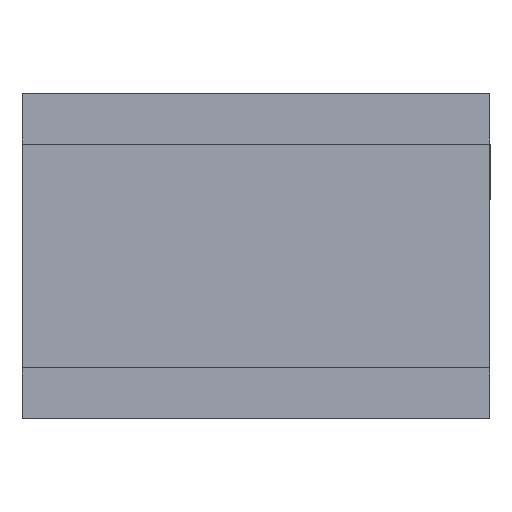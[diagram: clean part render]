
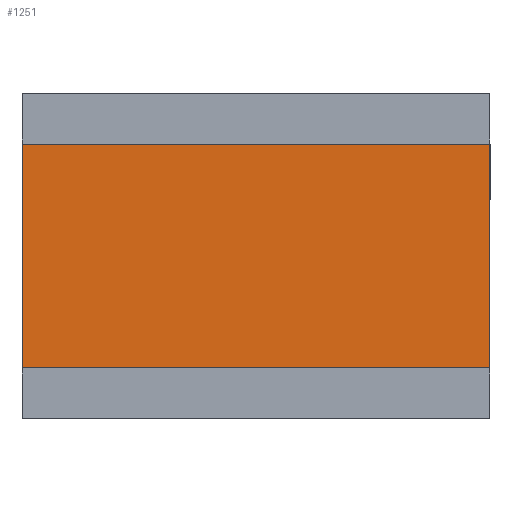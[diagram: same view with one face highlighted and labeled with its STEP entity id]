
A CAD part, front view. The second image highlights one B-rep face of the part: STEP entity #1251.
In plain terms, the highlighted planar face has unit normal (0, -1, 0).
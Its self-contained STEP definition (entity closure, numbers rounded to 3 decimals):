
#38 = CARTESIAN_POINT ( 'NONE',  ( 5.532, -0.29, 1.59 ) ) ;
#64 = PLANE ( 'NONE',  #2088 ) ;
#108 = DIRECTION ( 'NONE',  ( 0., 0., 1. ) ) ;
#166 = ORIENTED_EDGE ( 'NONE', *, *, #2956, .F. ) ;
#194 = LINE ( 'NONE', #1708, #1153 ) ;
#358 = VECTOR ( 'NONE', #3759, 1000. ) ;
#419 = LINE ( 'NONE', #4535, #723 ) ;
#425 = FACE_OUTER_BOUND ( 'NONE', #2015, .T. ) ;
#431 = VERTEX_POINT ( 'NONE', #2077 ) ;
#693 = CARTESIAN_POINT ( 'NONE',  ( 5.532, -0.29, -1.59 ) ) ;
#723 = VECTOR ( 'NONE', #2328, 1000. ) ;
#1065 = LINE ( 'NONE', #693, #4811 ) ;
#1153 = VECTOR ( 'NONE', #4739, 1000. ) ;
#1251 = ADVANCED_FACE ( 'NONE', ( #425 ), #64, .F. ) ;
#1417 = VERTEX_POINT ( 'NONE', #4774 ) ;
#1639 = CARTESIAN_POINT ( 'NONE',  ( 2.3, -0.29, 1.59 ) ) ;
#1708 = CARTESIAN_POINT ( 'NONE',  ( 2.3, -0.29, 1.59 ) ) ;
#1886 = EDGE_CURVE ( 'NONE', #3182, #431, #2187, .T. ) ;
#2015 = EDGE_LOOP ( 'NONE', ( #166, #4241, #4829, #3839 ) ) ;
#2077 = CARTESIAN_POINT ( 'NONE',  ( -2.3, -0.29, 1.59 ) ) ;
#2088 = AXIS2_PLACEMENT_3D ( 'NONE', #38, #3808, #108 ) ;
#2187 = LINE ( 'NONE', #4089, #358 ) ;
#2328 = DIRECTION ( 'NONE',  ( 0., 0., 1. ) ) ;
#2709 = EDGE_CURVE ( 'NONE', #4245, #1417, #1065, .T. ) ;
#2956 = EDGE_CURVE ( 'NONE', #3182, #4245, #194, .T. ) ;
#3182 = VERTEX_POINT ( 'NONE', #1639 ) ;
#3287 = CARTESIAN_POINT ( 'NONE',  ( 2.3, -0.29, -1.59 ) ) ;
#3387 = EDGE_CURVE ( 'NONE', #1417, #431, #419, .T. ) ;
#3701 = DIRECTION ( 'NONE',  ( -1., 0., 0. ) ) ;
#3759 = DIRECTION ( 'NONE',  ( -1., 0., 0. ) ) ;
#3808 = DIRECTION ( 'NONE',  ( 0., 1., 0. ) ) ;
#3839 = ORIENTED_EDGE ( 'NONE', *, *, #2709, .F. ) ;
#4089 = CARTESIAN_POINT ( 'NONE',  ( 5.532, -0.29, 1.59 ) ) ;
#4241 = ORIENTED_EDGE ( 'NONE', *, *, #1886, .T. ) ;
#4245 = VERTEX_POINT ( 'NONE', #3287 ) ;
#4535 = CARTESIAN_POINT ( 'NONE',  ( -2.3, -0.29, 1.59 ) ) ;
#4739 = DIRECTION ( 'NONE',  ( 0., 0., -1. ) ) ;
#4774 = CARTESIAN_POINT ( 'NONE',  ( -2.3, -0.29, -1.59 ) ) ;
#4811 = VECTOR ( 'NONE', #3701, 1000. ) ;
#4829 = ORIENTED_EDGE ( 'NONE', *, *, #3387, .F. ) ;
